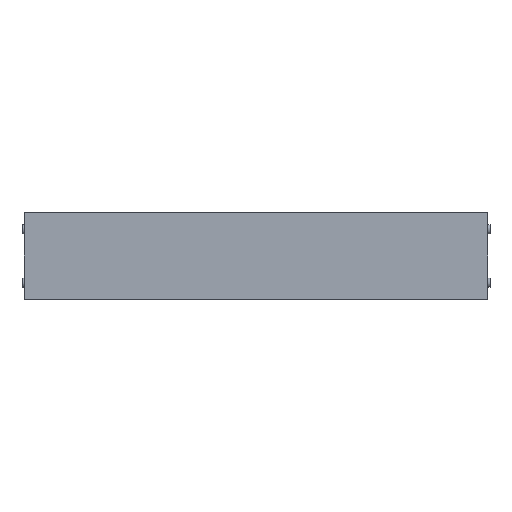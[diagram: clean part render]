
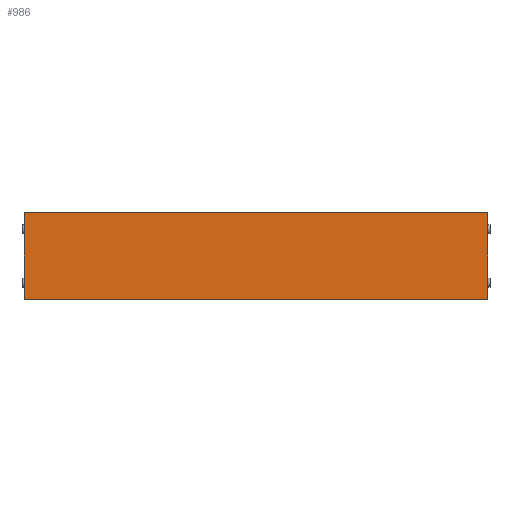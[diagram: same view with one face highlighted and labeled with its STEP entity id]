
A CAD part, front view. The second image highlights one B-rep face of the part: STEP entity #986.
In plain terms, the highlighted planar face has unit normal (0, -1, 0).
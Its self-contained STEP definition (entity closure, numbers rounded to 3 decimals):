
#83 = VECTOR ( 'NONE', #11545, 1000. ) ;
#655 = DIRECTION ( 'NONE',  ( 0., 0., -1. ) ) ;
#945 = VECTOR ( 'NONE', #655, 1000. ) ;
#986 = ADVANCED_FACE ( 'NONE', ( #5755 ), #7652, .T. ) ;
#1060 = EDGE_LOOP ( 'NONE', ( #3201, #3901, #7972, #10764 ) ) ;
#1274 = DIRECTION ( 'NONE',  ( 0., 0., -1. ) ) ;
#1493 = CARTESIAN_POINT ( 'NONE',  ( -347., -20., 65. ) ) ;
#2190 = EDGE_CURVE ( 'NONE', #10700, #6167, #5465, .T. ) ;
#2192 = EDGE_CURVE ( 'NONE', #3975, #10700, #4209, .T. ) ;
#2211 = DIRECTION ( 'NONE',  ( 1., 0., 0. ) ) ;
#2377 = LINE ( 'NONE', #1493, #83 ) ;
#2490 = LINE ( 'NONE', #6087, #945 ) ;
#3201 = ORIENTED_EDGE ( 'NONE', *, *, #6027, .T. ) ;
#3901 = ORIENTED_EDGE ( 'NONE', *, *, #2192, .T. ) ;
#3947 = CARTESIAN_POINT ( 'NONE',  ( -347., -20., -65. ) ) ;
#3975 = VERTEX_POINT ( 'NONE', #3947 ) ;
#4209 = LINE ( 'NONE', #10312, #8114 ) ;
#4337 = CARTESIAN_POINT ( 'NONE',  ( -347., -20., 65. ) ) ;
#4857 = DIRECTION ( 'NONE',  ( 0., 0., 1. ) ) ;
#4922 = CARTESIAN_POINT ( 'NONE',  ( 347., -20., 65. ) ) ;
#5465 = LINE ( 'NONE', #4922, #11699 ) ;
#5755 = FACE_OUTER_BOUND ( 'NONE', #1060, .T. ) ;
#6027 = EDGE_CURVE ( 'NONE', #6920, #3975, #2490, .T. ) ;
#6087 = CARTESIAN_POINT ( 'NONE',  ( -347., -20., 65. ) ) ;
#6167 = VERTEX_POINT ( 'NONE', #6200 ) ;
#6200 = CARTESIAN_POINT ( 'NONE',  ( 347., -20., 65. ) ) ;
#6920 = VERTEX_POINT ( 'NONE', #4337 ) ;
#7652 = PLANE ( 'NONE',  #8677 ) ;
#7972 = ORIENTED_EDGE ( 'NONE', *, *, #2190, .T. ) ;
#8114 = VECTOR ( 'NONE', #2211, 1000. ) ;
#8507 = CARTESIAN_POINT ( 'NONE',  ( 347., -20., -65. ) ) ;
#8677 = AXIS2_PLACEMENT_3D ( 'NONE', #10484, #11368, #1274 ) ;
#10312 = CARTESIAN_POINT ( 'NONE',  ( -347., -20., -65. ) ) ;
#10484 = CARTESIAN_POINT ( 'NONE',  ( 0., -20., 0. ) ) ;
#10700 = VERTEX_POINT ( 'NONE', #8507 ) ;
#10764 = ORIENTED_EDGE ( 'NONE', *, *, #11133, .T. ) ;
#11133 = EDGE_CURVE ( 'NONE', #6167, #6920, #2377, .T. ) ;
#11368 = DIRECTION ( 'NONE',  ( 0., -1., 0. ) ) ;
#11545 = DIRECTION ( 'NONE',  ( -1., 0., 0. ) ) ;
#11699 = VECTOR ( 'NONE', #4857, 1000. ) ;
